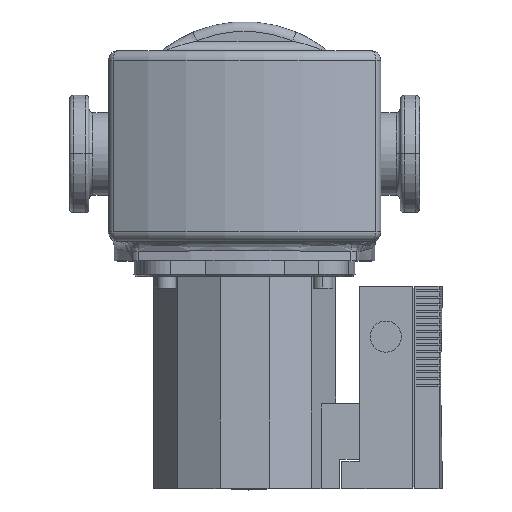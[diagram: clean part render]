
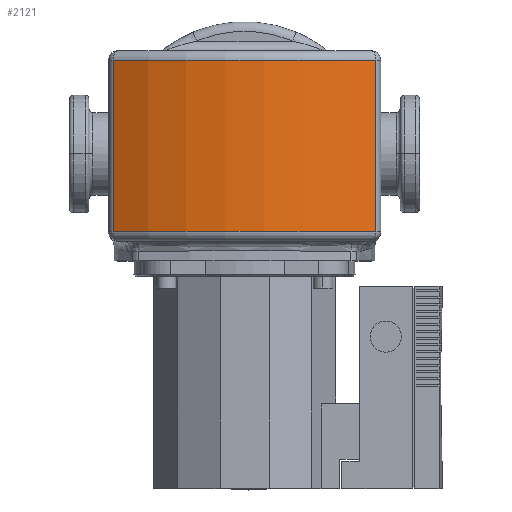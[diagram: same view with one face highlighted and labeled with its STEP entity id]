
A CAD part, top view. The second image highlights one B-rep face of the part: STEP entity #2121.
In plain terms, the highlighted cylindrical face has radius 132.5 mm (diameter 265 mm), a partial arc.
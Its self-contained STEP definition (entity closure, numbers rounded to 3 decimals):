
#1750=CARTESIAN_POINT('',(157.549,-40.0,73.489));
#1751=VERTEX_POINT('',#1750);
#1810=CARTESIAN_POINT('',(22.451,-40.0,73.489));
#1811=VERTEX_POINT('',#1810);
#1868=CARTESIAN_POINT('',(90.,-40.0,-40.5));
#1869=DIRECTION('',(0.0,-1.0,0.0));
#1870=DIRECTION('',(0.0,0.0,1.0));
#1871=AXIS2_PLACEMENT_3D('',#1868,#1869,#1870);
#1872=CIRCLE('',#1871,132.5);
#1873=EDGE_CURVE('',#1751,#1811,#1872,.T.);
#2090=CARTESIAN_POINT('',(90.,0.0,-40.5));
#2091=DIRECTION('',(0.0,1.0,0.0));
#2092=DIRECTION('',(-0.528,0.0,0.849));
#2093=AXIS2_PLACEMENT_3D('',#2090,#2091,#2092);
#2094=CYLINDRICAL_SURFACE('',#2093,132.5);
#2095=CARTESIAN_POINT('',(157.549,48.,73.489));
#2096=VERTEX_POINT('',#2095);
#2097=CARTESIAN_POINT('',(157.549,48.,73.489));
#2098=DIRECTION('',(0.0,-1.0,0.0));
#2099=VECTOR('',#2098,88.0);
#2100=LINE('',#2097,#2099);
#2101=EDGE_CURVE('',#2096,#1751,#2100,.T.);
#2102=ORIENTED_EDGE('',*,*,#2101,.F.);
#2103=CARTESIAN_POINT('',(22.451,48.,73.489));
#2104=VERTEX_POINT('',#2103);
#2105=CARTESIAN_POINT('',(90.,48.,-40.5));
#2106=DIRECTION('',(0.0,1.0,0.0));
#2107=DIRECTION('',(0.0,0.0,1.0));
#2108=AXIS2_PLACEMENT_3D('',#2105,#2106,#2107);
#2109=CIRCLE('',#2108,132.5);
#2110=EDGE_CURVE('',#2104,#2096,#2109,.T.);
#2111=ORIENTED_EDGE('',*,*,#2110,.F.);
#2112=CARTESIAN_POINT('',(22.451,-40.0,73.489));
#2113=DIRECTION('',(0.0,1.0,0.0));
#2114=VECTOR('',#2113,88.0);
#2115=LINE('',#2112,#2114);
#2116=EDGE_CURVE('',#1811,#2104,#2115,.T.);
#2117=ORIENTED_EDGE('',*,*,#2116,.F.);
#2118=ORIENTED_EDGE('',*,*,#1873,.F.);
#2119=EDGE_LOOP('',(#2102,#2111,#2117,#2118));
#2120=FACE_OUTER_BOUND('',#2119,.T.);
#2121=ADVANCED_FACE('',(#2120),#2094,.T.);
